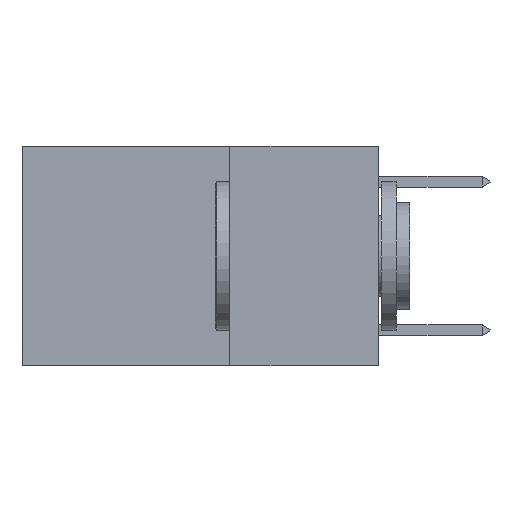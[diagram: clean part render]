
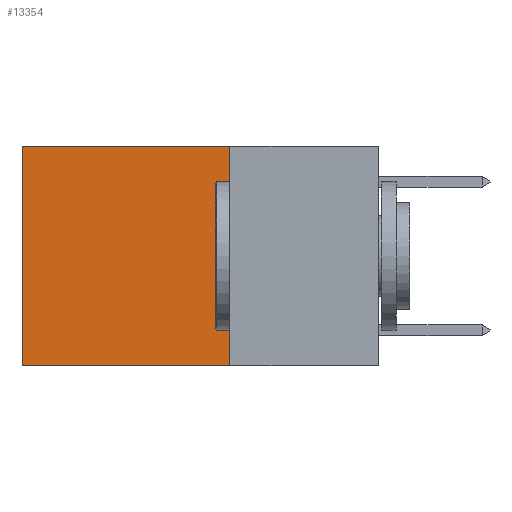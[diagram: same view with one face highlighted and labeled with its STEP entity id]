
A CAD part, left-side view. The second image highlights one B-rep face of the part: STEP entity #13354.
In plain terms, the highlighted planar face has unit normal (-1, 0, 0).
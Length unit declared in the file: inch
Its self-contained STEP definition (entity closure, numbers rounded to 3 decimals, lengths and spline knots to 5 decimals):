
#3 = EDGE_LOOP ( 'NONE', ( #2407, #16288, #13821, #4302 ) ) ;
#241 = CARTESIAN_POINT ( 'NONE',  ( 0.2625, 0.25, 0. ) ) ;
#2044 = VERTEX_POINT ( 'NONE', #7443 ) ;
#2367 = CARTESIAN_POINT ( 'NONE',  ( 0.2625, 0.25, 0. ) ) ;
#2407 = ORIENTED_EDGE ( 'NONE', *, *, #2949, .T. ) ;
#2503 = VECTOR ( 'NONE', #19895, 39.37008 ) ;
#2949 = EDGE_CURVE ( 'NONE', #2044, #7773, #26172, .T. ) ;
#3024 = EDGE_CURVE ( 'NONE', #5896, #2044, #8826, .T. ) ;
#3126 = EDGE_CURVE ( 'NONE', #20819, #7773, #16492, .T. ) ;
#4250 = DIRECTION ( 'NONE',  ( 0., 1., 0. ) ) ;
#4302 = ORIENTED_EDGE ( 'NONE', *, *, #3024, .T. ) ;
#5891 = EDGE_CURVE ( 'NONE', #5896, #20819, #8312, .T. ) ;
#5896 = VERTEX_POINT ( 'NONE', #241 ) ;
#7443 = CARTESIAN_POINT ( 'NONE',  ( 0.2625, 0.6, 0. ) ) ;
#7773 = VERTEX_POINT ( 'NONE', #16908 ) ;
#7876 = DIRECTION ( 'NONE',  ( 0., 0., -1. ) ) ;
#8312 = LINE ( 'NONE', #12221, #13075 ) ;
#8809 = AXIS2_PLACEMENT_3D ( 'NONE', #16098, #26440, #7876 ) ;
#8826 = LINE ( 'NONE', #2367, #16256 ) ;
#11631 = CARTESIAN_POINT ( 'NONE',  ( 0.2625, 0.6, 0. ) ) ;
#12221 = CARTESIAN_POINT ( 'NONE',  ( 0.2625, 0.25, 0. ) ) ;
#12829 = CARTESIAN_POINT ( 'NONE',  ( 0.2625, 0.25, -0.37 ) ) ;
#13075 = VECTOR ( 'NONE', #26488, 39.37008 ) ;
#13354 = ADVANCED_FACE ( 'NONE', ( #18272 ), #16479, .F. ) ;
#13821 = ORIENTED_EDGE ( 'NONE', *, *, #5891, .F. ) ;
#14535 = VECTOR ( 'NONE', #22702, 39.37008 ) ;
#16098 = CARTESIAN_POINT ( 'NONE',  ( 0.2625, 0.25, 0. ) ) ;
#16256 = VECTOR ( 'NONE', #4250, 39.37008 ) ;
#16288 = ORIENTED_EDGE ( 'NONE', *, *, #3126, .F. ) ;
#16479 = PLANE ( 'NONE',  #8809 ) ;
#16492 = LINE ( 'NONE', #12829, #14535 ) ;
#16908 = CARTESIAN_POINT ( 'NONE',  ( 0.2625, 0.6, -0.37 ) ) ;
#17454 = CARTESIAN_POINT ( 'NONE',  ( 0.2625, 0.25, -0.37 ) ) ;
#18272 = FACE_OUTER_BOUND ( 'NONE', #3, .T. ) ;
#19895 = DIRECTION ( 'NONE',  ( 0., 0., -1. ) ) ;
#20819 = VERTEX_POINT ( 'NONE', #17454 ) ;
#22702 = DIRECTION ( 'NONE',  ( 0., 1., 0. ) ) ;
#26172 = LINE ( 'NONE', #11631, #2503 ) ;
#26440 = DIRECTION ( 'NONE',  ( 1., 0., 0. ) ) ;
#26488 = DIRECTION ( 'NONE',  ( 0., 0., -1. ) ) ;
